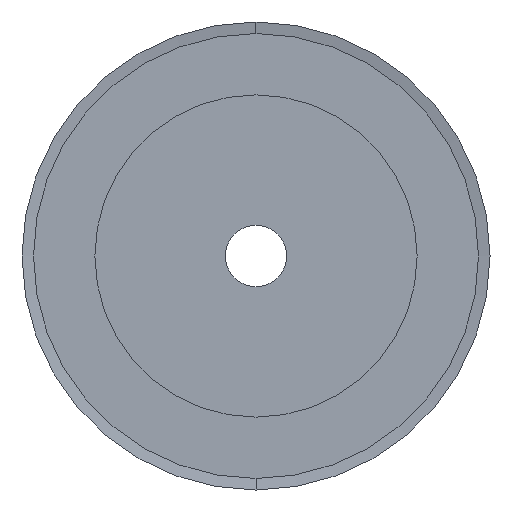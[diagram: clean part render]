
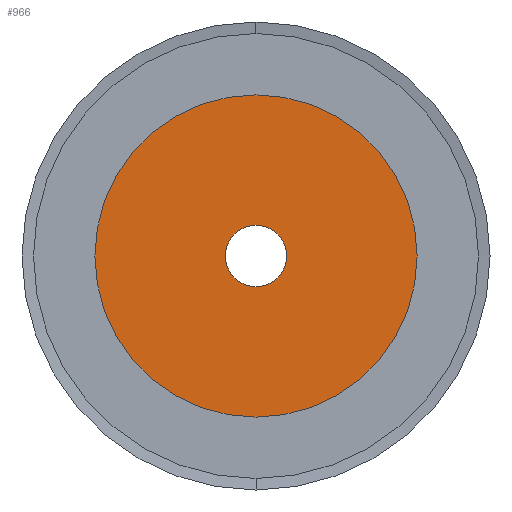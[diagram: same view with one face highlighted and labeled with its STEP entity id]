
A CAD part, left-side view. The second image highlights one B-rep face of the part: STEP entity #966.
In plain terms, the highlighted planar face has unit normal (-1, 0, 0).
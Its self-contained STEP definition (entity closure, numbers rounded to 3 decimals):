
#966=ADVANCED_FACE('',(#1932,#1933),#1934,.T.);
#1932=FACE_OUTER_BOUND('',#2892,.T.);
#1933=FACE_BOUND('',#2893,.T.);
#1934=PLANE('',#2894);
#2892=EDGE_LOOP('',(#5978,#5979));
#2893=EDGE_LOOP('',(#5980,#5981));
#2894=AXIS2_PLACEMENT_3D('',#5982,#5983,#5984);
#5978=ORIENTED_EDGE('',*,*,#6011,.F.);
#5979=ORIENTED_EDGE('',*,*,#7215,.F.);
#5980=ORIENTED_EDGE('',*,*,#5998,.T.);
#5981=ORIENTED_EDGE('',*,*,#7221,.T.);
#5982=CARTESIAN_POINT('',(-16.0,0.0,-9.5));
#5983=DIRECTION('',(-1.0,0.0,0.0));
#5984=DIRECTION('',(0.0,0.0,1.0));
#5998=EDGE_CURVE('',#7228,#7232,#7234,.T.);
#6011=EDGE_CURVE('',#7252,#7255,#7256,.T.);
#7215=EDGE_CURVE('',#7255,#7252,#9055,.T.);
#7221=EDGE_CURVE('',#7232,#7228,#9061,.T.);
#7228=VERTEX_POINT('',#9068);
#7232=VERTEX_POINT('',#9073);
#7234=CIRCLE('',#9076,4.0);
#7252=VERTEX_POINT('',#9098);
#7255=VERTEX_POINT('',#9102);
#7256=CIRCLE('',#9103,21.0);
#9055=CIRCLE('',#11347,21.0);
#9061=CIRCLE('',#11353,4.0);
#9068=CARTESIAN_POINT('',(-16.0,0.0,-4.0));
#9073=CARTESIAN_POINT('',(-16.0,0.,4.0));
#9076=AXIS2_PLACEMENT_3D('',#11363,#11364,#11365);
#9098=CARTESIAN_POINT('',(-16.0,0.0,-21.0));
#9102=CARTESIAN_POINT('',(-16.0,0.,21.0));
#9103=AXIS2_PLACEMENT_3D('',#11383,#11384,#11385);
#11347=AXIS2_PLACEMENT_3D('',#13190,#13191,#13192);
#11353=AXIS2_PLACEMENT_3D('',#13196,#13197,#13198);
#11363=CARTESIAN_POINT('',(-16.0,0.0,0.0));
#11364=DIRECTION('',(1.0,-0.0,0.0));
#11365=DIRECTION('',(0.0,0.0,-1.0));
#11383=CARTESIAN_POINT('',(-16.0,0.0,0.0));
#11384=DIRECTION('',(1.0,0.0,0.0));
#11385=DIRECTION('',(0.0,0.0,-1.0));
#13190=CARTESIAN_POINT('',(-16.0,0.0,0.0));
#13191=DIRECTION('',(1.0,0.0,0.0));
#13192=DIRECTION('',(0.0,0.0,-1.0));
#13196=CARTESIAN_POINT('',(-16.0,0.0,0.0));
#13197=DIRECTION('',(1.0,-0.0,0.0));
#13198=DIRECTION('',(0.0,0.0,-1.0));
